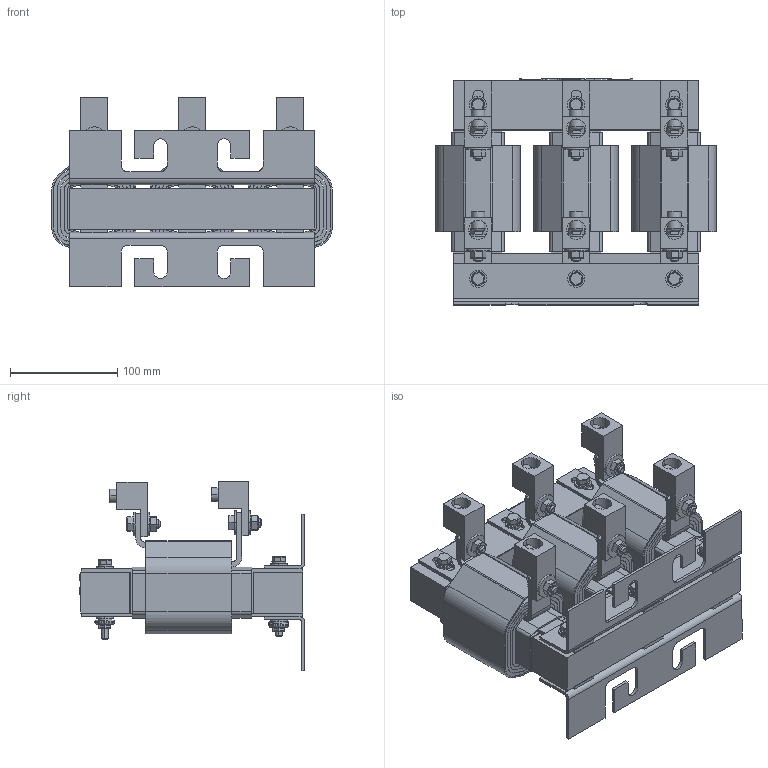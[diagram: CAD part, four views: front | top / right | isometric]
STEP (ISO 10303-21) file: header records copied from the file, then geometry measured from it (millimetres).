
FILE_DESCRIPTION (( 'STEP AP214' ), '1' );
FILE_NAME ('LR-2060.STEP', '2020-01-15T00:02:57', ( '' ), ( '' ), 'SwSTEP 2.0', 'SolidWorks 2017', '' );
FILE_SCHEMA (( 'AUTOMOTIVE_DESIGN' ));
Length unit declared in the file: inch
Products named in the file (1): LR-2060
Bounding box: 261.37 x 210.62 x 176.94 mm (x, y, z)
Volume: 2682808.3 mm3; surface area: 975837 mm2
Topology: 91 solids, 91 shells, 2288 faces, 5749 edges, 3702 vertices
Faces by surface type: plane 1301, cylinder 773, bspline 178, cone 24, torus 12
Entity records: 101925 total; most frequent: CARTESIAN_POINT 16304, ORIENTED_EDGE 11498, DIRECTION 10801, EDGE_CURVE 5749, LINE 3907, VECTOR 3907, VERTEX_POINT 3702, AXIS2_PLACEMENT_3D 3447
